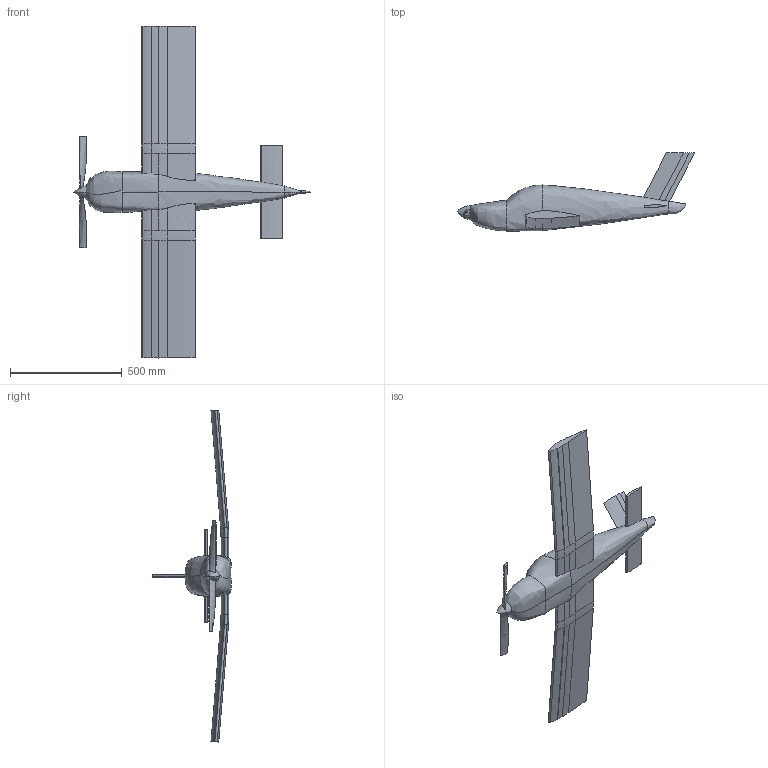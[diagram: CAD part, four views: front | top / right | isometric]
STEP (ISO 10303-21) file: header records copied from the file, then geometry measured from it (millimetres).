
FILE_DESCRIPTION (( 'STEP AP214' ), '1' );
FILE_NAME ('air solid.STEP', '2019-12-15T04:36:22', ( '' ), ( '' ), 'SwSTEP 2.0', 'SolidWorks 2016', '' );
FILE_SCHEMA (( 'AUTOMOTIVE_DESIGN' ));
Length unit declared in the file: millimetre
Products named in the file (1): air solid
Bounding box: 1064.19 x 350.16 x 1487.19 mm (x, y, z)
Volume: 25949274.9 mm3; surface area: 1281495 mm2
Topology: 1 solids, 1 shells, 79 faces, 197 edges, 120 vertices
Faces by surface type: cylinder 38, bspline 20, torus 14, plane 7
Entity records: 16777 total; most frequent: CARTESIAN_POINT 14895, ORIENTED_EDGE 386, DIRECTION 320, EDGE_CURVE 193, AXIS2_PLACEMENT_3D 138, VERTEX_POINT 120, EDGE_LOOP 83, FACE_OUTER_BOUND 79
